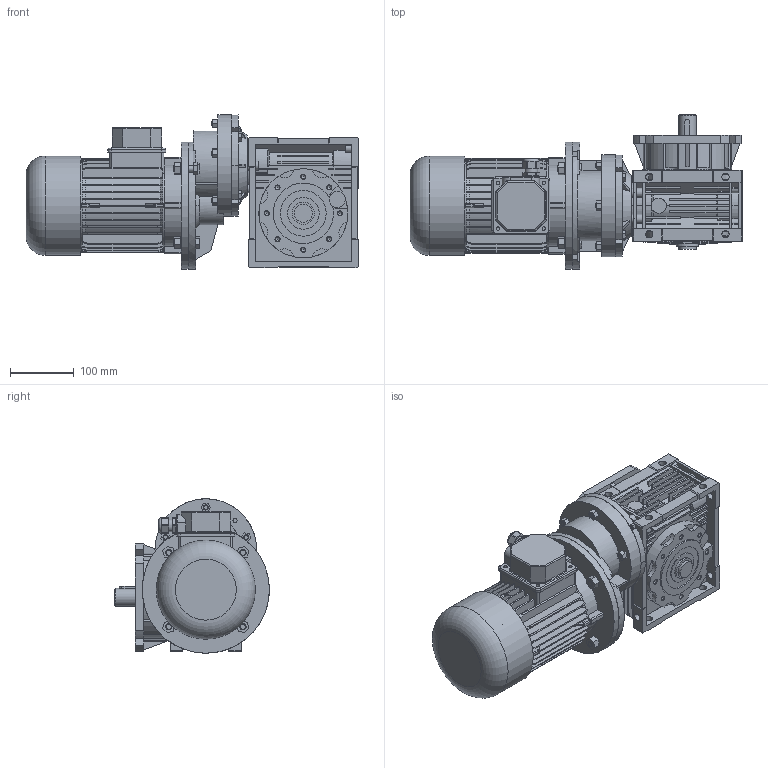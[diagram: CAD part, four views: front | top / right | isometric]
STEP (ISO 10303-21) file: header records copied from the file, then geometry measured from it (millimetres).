
FILE_DESCRIPTION(('TFLEX Exchange Step'),'2;1');
FILE_NAME('PCRV080-075SHFA_MS80B5.stp', '2024-12-06T15:27:00+03:00',('пор'),('Unknown organisation'),'TFLEX Exchange 2021.2','T-FLEX CAD','Unknown authorisation');
FILE_SCHEMA( ('AUTOMOTIVE_DESIGN { 1 0 10303 214 1 1 1 1 }') );
Length unit declared in the file: millimetre
Products named in the file (1): PCRV080-075SHFA_MS80B5
Bounding box: 522.5 x 243.5 x 243 mm (x, y, z)
Volume: 8314695.3 mm3; surface area: 1200741.8 mm2
Topology: 17 solids, 17 shells, 2366 faces, 6496 edges, 4299 vertices
Faces by surface type: plane 1357, cylinder 627, cone 272, torus 110
Full cylindrical faces by diameter (mm): 4.04 x3, 4.134 x8, 4.917 x1, 5 x4, 5.4 x4, 5.5 x4, 6.647 x16, 7.45 x4, 8 x13, 8.376 x1, 8.5 x4, 10 x12, 10.5 x1, 11 x2, 11.38 x14, 12 x4, 13 x22, 18 x1, 19 x2, 20 x3, 25 x1, 28 x3, 35 x2, 39 x1, 40 x1, 41 x1, 42 x2, 50 x2, 60 x2, 62 x1
Entity records: 78647 total; most frequent: CARTESIAN_POINT 17734, ORIENTED_EDGE 12932, DIRECTION 12596, EDGE_CURVE 6466, AXIS2_PLACEMENT_3D 4466, VERTEX_POINT 4299, VECTOR 3664, LINE 3664
